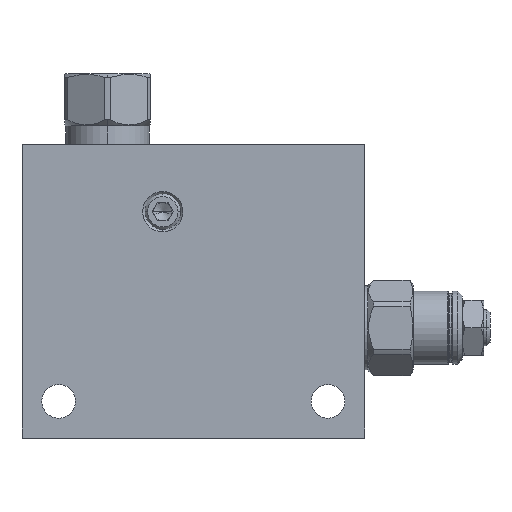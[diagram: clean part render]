
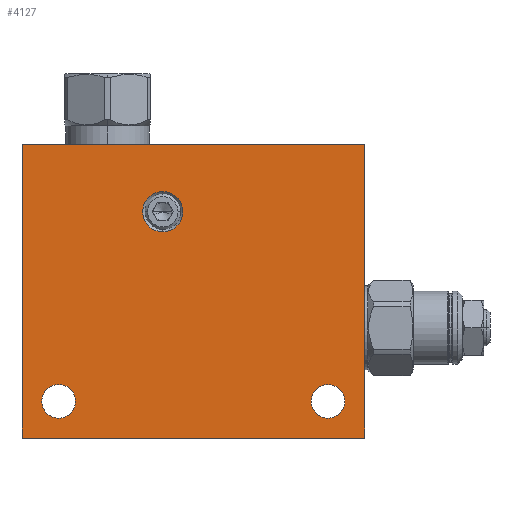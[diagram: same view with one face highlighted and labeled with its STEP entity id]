
A CAD part, front view. The second image highlights one B-rep face of the part: STEP entity #4127.
In plain terms, the highlighted planar face has unit normal (0, -1, 0).
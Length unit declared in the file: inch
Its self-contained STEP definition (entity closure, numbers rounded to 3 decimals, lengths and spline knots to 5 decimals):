
#5=DIRECTION('',(1.,0.,0.));
#6=VECTOR('',#5,3.5);
#7=CARTESIAN_POINT('',(0.,-3.,0.));
#8=LINE('',#7,#6);
#85=DIRECTION('',(0.,0.,1.));
#86=VECTOR('',#85,3.);
#87=CARTESIAN_POINT('',(3.5,-3.,0.));
#88=LINE('',#87,#86);
#129=DIRECTION('',(0.,0.,1.));
#130=VECTOR('',#129,3.);
#131=CARTESIAN_POINT('',(0.,-3.,0.));
#132=LINE('',#131,#130);
#133=CARTESIAN_POINT('',(1.438,-3.,2.312));
#134=DIRECTION('',(0.,1.,0.));
#135=DIRECTION('',(0.,0.,-1.));
#136=AXIS2_PLACEMENT_3D('',#133,#134,#135);
#138=CARTESIAN_POINT('',(1.438,-3.,2.312));
#139=DIRECTION('',(0.,1.,0.));
#140=DIRECTION('',(0.,0.,1.));
#141=AXIS2_PLACEMENT_3D('',#138,#139,#140);
#143=CARTESIAN_POINT('',(0.375,-3.,0.375));
#144=DIRECTION('',(0.,1.,0.));
#145=DIRECTION('',(0.,0.,-1.));
#146=AXIS2_PLACEMENT_3D('',#143,#144,#145);
#148=CARTESIAN_POINT('',(0.375,-3.,0.375));
#149=DIRECTION('',(0.,1.,0.));
#150=DIRECTION('',(0.,0.,1.));
#151=AXIS2_PLACEMENT_3D('',#148,#149,#150);
#153=CARTESIAN_POINT('',(3.125,-3.,0.375));
#154=DIRECTION('',(0.,1.,0.));
#155=DIRECTION('',(0.,0.,-1.));
#156=AXIS2_PLACEMENT_3D('',#153,#154,#155);
#158=CARTESIAN_POINT('',(3.125,-3.,0.375));
#159=DIRECTION('',(0.,1.,0.));
#160=DIRECTION('',(0.,0.,1.));
#161=AXIS2_PLACEMENT_3D('',#158,#159,#160);
#175=DIRECTION('',(1.,0.,0.));
#176=VECTOR('',#175,3.5);
#177=CARTESIAN_POINT('',(0.,-3.,3.));
#178=LINE('',#177,#176);
#3490=CARTESIAN_POINT('',(0.,-3.,0.));
#3492=VERTEX_POINT('',#3490);
#3493=CARTESIAN_POINT('',(3.5,-3.,0.));
#3494=VERTEX_POINT('',#3493);
#3498=CARTESIAN_POINT('',(0.,-3.,3.));
#3500=VERTEX_POINT('',#3498);
#3501=CARTESIAN_POINT('',(3.5,-3.,3.));
#3502=VERTEX_POINT('',#3501);
#3903=CARTESIAN_POINT('',(1.438,-3.,2.517));
#3904=VERTEX_POINT('',#3903);
#3907=CARTESIAN_POINT('',(1.438,-3.,2.107));
#3908=VERTEX_POINT('',#3907);
#3912=CARTESIAN_POINT('',(0.375,-3.,0.203));
#3913=CARTESIAN_POINT('',(0.375,-3.,0.547));
#3914=VERTEX_POINT('',#3912);
#3915=VERTEX_POINT('',#3913);
#3924=CARTESIAN_POINT('',(3.125,-3.,0.203));
#3925=CARTESIAN_POINT('',(3.125,-3.,0.547));
#3926=VERTEX_POINT('',#3924);
#3927=VERTEX_POINT('',#3925);
#4097=CARTESIAN_POINT('',(0.,-3.,0.));
#4098=DIRECTION('',(0.,-1.,0.));
#4099=DIRECTION('',(1.,0.,0.));
#4100=AXIS2_PLACEMENT_3D('',#4097,#4098,#4099);
#4101=PLANE('',#4100);
#4102=ORIENTED_EDGE('',*,*,#3985,.F.);
#4103=ORIENTED_EDGE('',*,*,#4010,.T.);
#4105=ORIENTED_EDGE('',*,*,#4104,.T.);
#4106=ORIENTED_EDGE('',*,*,#4065,.F.);
#4107=EDGE_LOOP('',(#4102,#4103,#4105,#4106));
#4108=FACE_OUTER_BOUND('',#4107,.F.);
#4110=ORIENTED_EDGE('',*,*,#4109,.F.);
#4112=ORIENTED_EDGE('',*,*,#4111,.F.);
#4113=EDGE_LOOP('',(#4110,#4112));
#4114=FACE_BOUND('',#4113,.F.);
#4116=ORIENTED_EDGE('',*,*,#4115,.F.);
#4118=ORIENTED_EDGE('',*,*,#4117,.F.);
#4119=EDGE_LOOP('',(#4116,#4118));
#4120=FACE_BOUND('',#4119,.F.);
#4122=ORIENTED_EDGE('',*,*,#4121,.F.);
#4124=ORIENTED_EDGE('',*,*,#4123,.F.);
#4125=EDGE_LOOP('',(#4122,#4124));
#4126=FACE_BOUND('',#4125,.F.);
#4127=ADVANCED_FACE('',(#4108,#4114,#4120,#4126),#4101,.T.);
#137=CIRCLE('',#136,0.205);
#142=CIRCLE('',#141,0.205);
#147=CIRCLE('',#146,0.172);
#152=CIRCLE('',#151,0.172);
#157=CIRCLE('',#156,0.172);
#162=CIRCLE('',#161,0.172);
#3985=EDGE_CURVE('',#3492,#3494,#8,.T.);
#4010=EDGE_CURVE('',#3492,#3500,#132,.T.);
#4065=EDGE_CURVE('',#3494,#3502,#88,.T.);
#4104=EDGE_CURVE('',#3500,#3502,#178,.T.);
#4109=EDGE_CURVE('',#3908,#3904,#137,.T.);
#4111=EDGE_CURVE('',#3904,#3908,#142,.T.);
#4115=EDGE_CURVE('',#3914,#3915,#147,.T.);
#4117=EDGE_CURVE('',#3915,#3914,#152,.T.);
#4121=EDGE_CURVE('',#3926,#3927,#157,.T.);
#4123=EDGE_CURVE('',#3927,#3926,#162,.T.);
